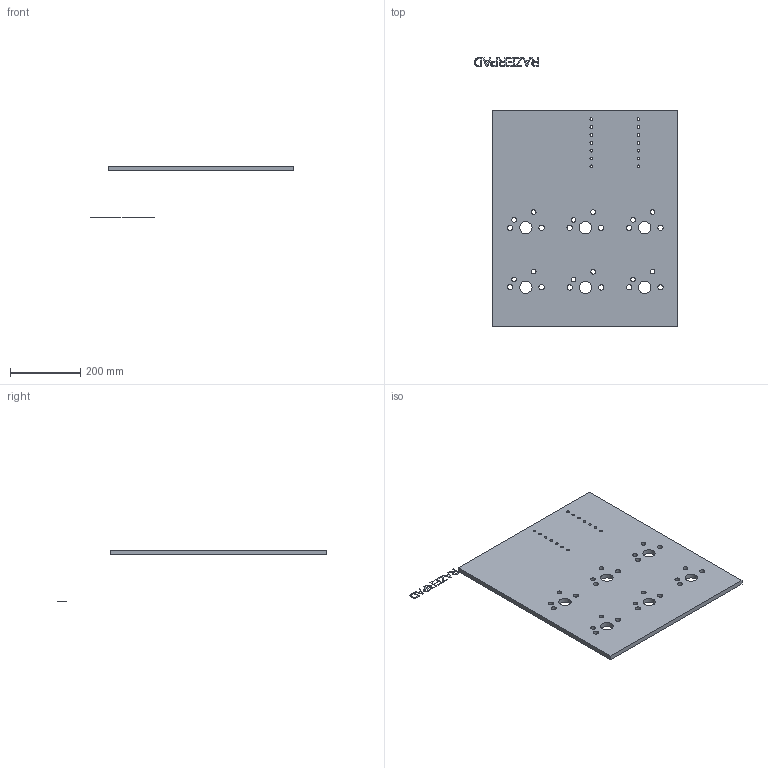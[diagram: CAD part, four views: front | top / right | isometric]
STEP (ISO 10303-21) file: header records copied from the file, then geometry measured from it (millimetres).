
FILE_DESCRIPTION(/* description */ ('KiCad electronic assembly'),/* implementation_level */ '2;1');
FILE_NAME(/* name */ 'razerpad v1.step',/* time_stamp */ '2025-07-04T20:39:29+05:30',/* author */ (''),/* organization */ (''),/* preprocessor_version */ 'ST-DEVELOPER v20.1',/* originating_system */ 'Autodesk Translation Framework v14.10.0.0',/* authorisation */ '');
FILE_SCHEMA (('AUTOMOTIVE_DESIGN { 1 0 10303 214 3 1 1 }'));
Length unit declared in the file: millimetre
Products named in the file (4): razerpad 1; razerpad_PCB; top v1 (1) v1; body v2
Assembly tree (3 placements, depth 2):
  razerpad 1
    razerpad_PCB
    top v1 (1) v1
    body v2
Bounding box: 578.01 x 767.23 x 146.32 mm (x, y, z)
Volume: 4185850.5 mm3; surface area: 691416.9 mm2
Topology: 9 solids, 9 shells, 211 faces, 579 edges, 386 vertices
Faces by surface type: plane 103, bspline 64, cylinder 44
Full cylindrical faces by diameter (mm): 7.823 x14, 13.2 x12, 14.96 x12, 35.2 x6
Entity records: 7597 total; most frequent: CARTESIAN_POINT 2271, ORIENTED_EDGE 1158, DIRECTION 847, EDGE_CURVE 579, VERTEX_POINT 386, LINE 363, VECTOR 363, EDGE_LOOP 311
